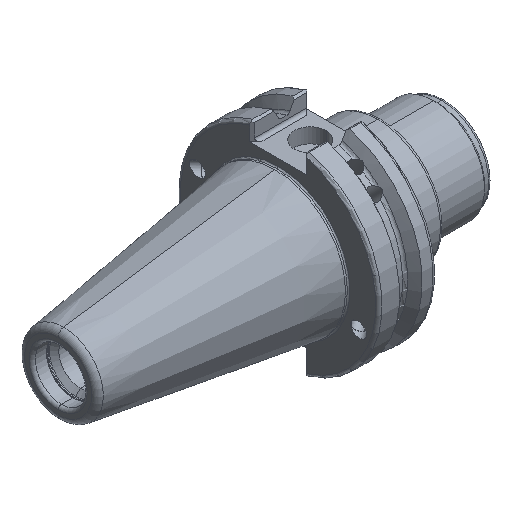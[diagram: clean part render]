
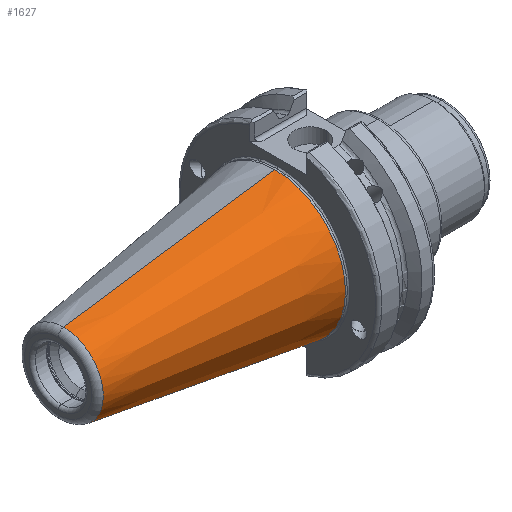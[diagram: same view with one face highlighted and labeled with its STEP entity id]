
A CAD part, isometric view. The second image highlights one B-rep face of the part: STEP entity #1627.
In plain terms, the highlighted conical face has half-angle 8.297 degrees and reference radius 22.225 mm.
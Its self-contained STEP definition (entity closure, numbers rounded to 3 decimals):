
#269 = CARTESIAN_POINT ( 'NONE',  ( -101.6, 0., 0. ) ) ;
#309 = DIRECTION ( 'NONE',  ( 1., 0., 0. ) ) ;
#324 = DIRECTION ( 'NONE',  ( 0.99, 0., -0.144 ) ) ;
#441 = CIRCLE ( 'NONE', #2897, 22.225 ) ;
#763 = CARTESIAN_POINT ( 'NONE',  ( -168.139, 0., -12.522 ) ) ;
#879 = VECTOR ( 'NONE', #324, 1000. ) ;
#1010 = VERTEX_POINT ( 'NONE', #763 ) ;
#1571 = EDGE_CURVE ( 'NONE', #1010, #2912, #5618, .T. ) ;
#1627 = ADVANCED_FACE ( 'NONE', ( #4035 ), #3954, .T. ) ;
#1905 = ORIENTED_EDGE ( 'NONE', *, *, #4237, .T. ) ;
#1928 = DIRECTION ( 'NONE',  ( 0., 0., 1. ) ) ;
#2131 = VECTOR ( 'NONE', #3781, 1000. ) ;
#2232 = EDGE_CURVE ( 'NONE', #1010, #3121, #4907, .T. ) ;
#2311 = DIRECTION ( 'NONE',  ( -1., 0., 0. ) ) ;
#2368 = CARTESIAN_POINT ( 'NONE',  ( -101.6, 0., -22.225 ) ) ;
#2462 = CARTESIAN_POINT ( 'NONE',  ( -168.139, 0., 12.522 ) ) ;
#2509 = CARTESIAN_POINT ( 'NONE',  ( -101.6, 0., -22.225 ) ) ;
#2521 = DIRECTION ( 'NONE',  ( -1., 0., 0. ) ) ;
#2534 = VERTEX_POINT ( 'NONE', #5849 ) ;
#2651 = DIRECTION ( 'NONE',  ( 0., 0., -1. ) ) ;
#2859 = CARTESIAN_POINT ( 'NONE',  ( -168.139, 0., 0. ) ) ;
#2897 = AXIS2_PLACEMENT_3D ( 'NONE', #5063, #2311, #5540 ) ;
#2912 = VERTEX_POINT ( 'NONE', #2509 ) ;
#3121 = VERTEX_POINT ( 'NONE', #2462 ) ;
#3252 = AXIS2_PLACEMENT_3D ( 'NONE', #2859, #2521, #1928 ) ;
#3285 = ORIENTED_EDGE ( 'NONE', *, *, #2232, .F. ) ;
#3429 = ORIENTED_EDGE ( 'NONE', *, *, #1571, .T. ) ;
#3778 = AXIS2_PLACEMENT_3D ( 'NONE', #269, #309, #2651 ) ;
#3781 = DIRECTION ( 'NONE',  ( 0.99, 0., 0.144 ) ) ;
#3954 = CONICAL_SURFACE ( 'NONE', #3778, 22.225, 0.145 ) ;
#4035 = FACE_OUTER_BOUND ( 'NONE', #5699, .T. ) ;
#4237 = EDGE_CURVE ( 'NONE', #2912, #2534, #441, .T. ) ;
#4263 = CARTESIAN_POINT ( 'NONE',  ( -101.6, 0., 22.225 ) ) ;
#4723 = LINE ( 'NONE', #4263, #2131 ) ;
#4907 = CIRCLE ( 'NONE', #3252, 12.522 ) ;
#5063 = CARTESIAN_POINT ( 'NONE',  ( -101.6, 0., 0. ) ) ;
#5473 = ORIENTED_EDGE ( 'NONE', *, *, #5493, .F. ) ;
#5493 = EDGE_CURVE ( 'NONE', #3121, #2534, #4723, .T. ) ;
#5540 = DIRECTION ( 'NONE',  ( 0., 0., 1. ) ) ;
#5618 = LINE ( 'NONE', #2368, #879 ) ;
#5699 = EDGE_LOOP ( 'NONE', ( #5473, #3285, #3429, #1905 ) ) ;
#5849 = CARTESIAN_POINT ( 'NONE',  ( -101.6, 0., 22.225 ) ) ;
